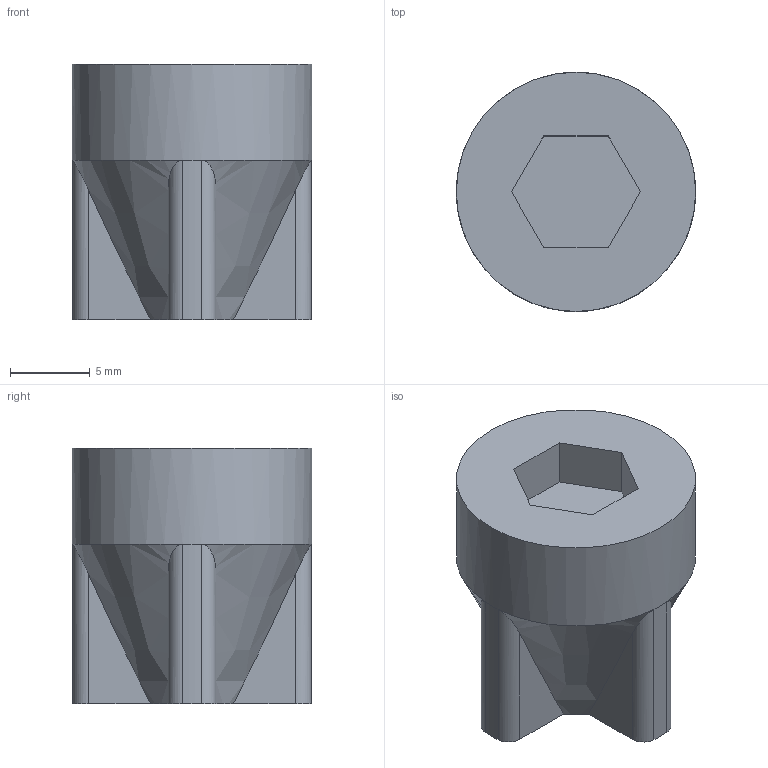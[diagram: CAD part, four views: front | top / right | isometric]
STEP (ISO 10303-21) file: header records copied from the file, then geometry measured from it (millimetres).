
FILE_DESCRIPTION(/* description */ (''),/* implementation_level */ '2;1');
FILE_NAME(/* name */ 'knob.step',/* time_stamp */ '2025-12-23T23:22:08+09:00',/* author */ (''),/* organization */ (''),/* preprocessor_version */ 'ST-DEVELOPER v20.1',/* originating_system */ 'Autodesk Translation Framework v14.21.0.0',/* authorisation */ '');
FILE_SCHEMA (('AUTOMOTIVE_DESIGN { 1 0 10303 214 3 1 1 }'));
Length unit declared in the file: millimetre
Products named in the file (1): knob
Bounding box: 15 x 15 x 16 mm (x, y, z)
Volume: 2112.8 mm3; surface area: 1126.8 mm2
Topology: 1 solids, 1 shells, 34 faces, 85 edges, 54 vertices
Faces by surface type: plane 17, cylinder 13, cone 4
Full cylindrical faces by diameter (mm): 15 x1
Entity records: 1099 total; most frequent: CARTESIAN_POINT 262, ORIENTED_EDGE 170, DIRECTION 165, EDGE_CURVE 85, AXIS2_PLACEMENT_3D 61, VERTEX_POINT 54, LINE 43, VECTOR 43
